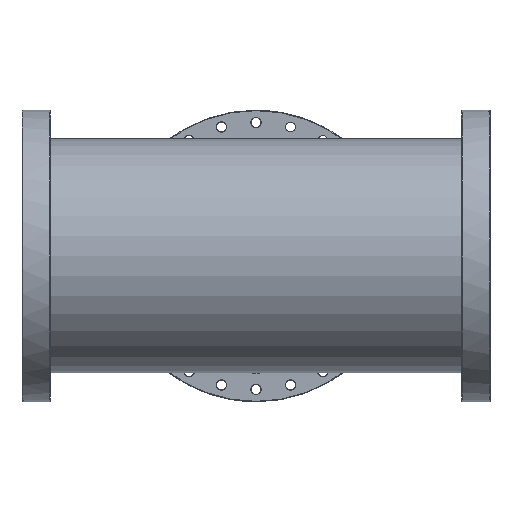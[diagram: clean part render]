
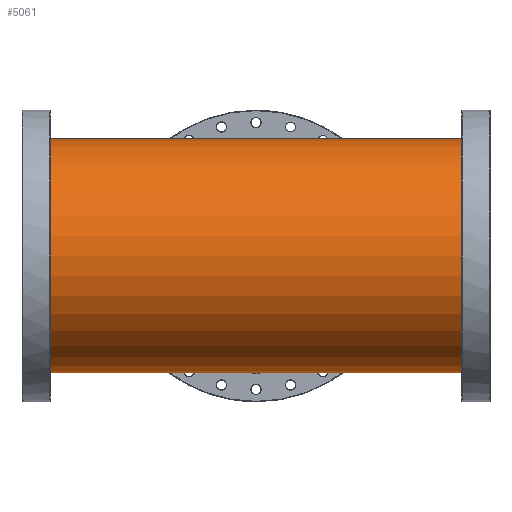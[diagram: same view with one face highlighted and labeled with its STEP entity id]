
A CAD part, front view. The second image highlights one B-rep face of the part: STEP entity #5061.
In plain terms, the highlighted cylindrical face has radius 101.6 mm (diameter 203.2 mm), a partial arc.
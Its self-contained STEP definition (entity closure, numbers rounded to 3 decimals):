
#77 = CARTESIAN_POINT ( 'NONE',  ( 190.5, 0., 0. ) ) ;
#265 = LINE ( 'NONE', #302, #4329 ) ;
#302 = CARTESIAN_POINT ( 'NONE',  ( 190.5, 0., 101.6 ) ) ;
#368 = ORIENTED_EDGE ( 'NONE', *, *, #4808, .T. ) ;
#424 = CIRCLE ( 'NONE', #2764, 101.6 ) ;
#439 = LINE ( 'NONE', #4043, #4629 ) ;
#469 = DIRECTION ( 'NONE',  ( 0., 0., 1. ) ) ;
#473 = CARTESIAN_POINT ( 'NONE',  ( 190.5, 0., -101.6 ) ) ;
#529 = VERTEX_POINT ( 'NONE', #3897 ) ;
#757 = DIRECTION ( 'NONE',  ( 1., 0., 0. ) ) ;
#807 = DIRECTION ( 'NONE',  ( 1., 0., 0. ) ) ;
#873 = DIRECTION ( 'NONE',  ( -1., 0., 0. ) ) ;
#979 = CARTESIAN_POINT ( 'NONE',  ( 0., 0., 101.6 ) ) ;
#1036 = ORIENTED_EDGE ( 'NONE', *, *, #4906, .F. ) ;
#1097 = CARTESIAN_POINT ( 'NONE',  ( 0., 0., -101.6 ) ) ;
#1098 = CIRCLE ( 'NONE', #4344, 101.6 ) ;
#1237 = ORIENTED_EDGE ( 'NONE', *, *, #3083, .F. ) ;
#1251 = LINE ( 'NONE', #473, #4254 ) ;
#1332 = ORIENTED_EDGE ( 'NONE', *, *, #3895, .T. ) ;
#1404 = CYLINDRICAL_SURFACE ( 'NONE', #3699, 101.6 ) ;
#1592 = CARTESIAN_POINT ( 'NONE',  ( -190.5, 0., 101.6 ) ) ;
#1655 = FACE_OUTER_BOUND ( 'NONE', #4271, .T. ) ;
#1759 = VERTEX_POINT ( 'NONE', #979 ) ;
#1969 = VECTOR ( 'NONE', #3975, 1000. ) ;
#2320 = CARTESIAN_POINT ( 'NONE',  ( -190.5, 0., -101.6 ) ) ;
#2345 = VERTEX_POINT ( 'NONE', #2320 ) ;
#2418 = ORIENTED_EDGE ( 'NONE', *, *, #3990, .F. ) ;
#2636 = CARTESIAN_POINT ( 'NONE',  ( 190.5, 0., -101.6 ) ) ;
#2764 = AXIS2_PLACEMENT_3D ( 'NONE', #3107, #757, #3508 ) ;
#2890 = EDGE_CURVE ( 'NONE', #1759, #4909, #265, .T. ) ;
#2894 = LINE ( 'NONE', #3184, #1969 ) ;
#3083 = EDGE_CURVE ( 'NONE', #3672, #2345, #1251, .T. ) ;
#3107 = CARTESIAN_POINT ( 'NONE',  ( -190.5, 0., 0. ) ) ;
#3155 = CARTESIAN_POINT ( 'NONE',  ( 190.5, 0., 0. ) ) ;
#3184 = CARTESIAN_POINT ( 'NONE',  ( 190.5, 0., 101.6 ) ) ;
#3192 = DIRECTION ( 'NONE',  ( -1., 0., 0. ) ) ;
#3258 = DIRECTION ( 'NONE',  ( -1., 0., 0. ) ) ;
#3508 = DIRECTION ( 'NONE',  ( 0., 0., -1. ) ) ;
#3552 = DIRECTION ( 'NONE',  ( 0., 0., -1. ) ) ;
#3624 = ORIENTED_EDGE ( 'NONE', *, *, #2890, .T. ) ;
#3672 = VERTEX_POINT ( 'NONE', #1097 ) ;
#3699 = AXIS2_PLACEMENT_3D ( 'NONE', #77, #873, #469 ) ;
#3830 = DIRECTION ( 'NONE',  ( -1., 0., 0. ) ) ;
#3895 = EDGE_CURVE ( 'NONE', #529, #1759, #2894, .T. ) ;
#3897 = CARTESIAN_POINT ( 'NONE',  ( 190.5, 0., 101.6 ) ) ;
#3975 = DIRECTION ( 'NONE',  ( -1., 0., 0. ) ) ;
#3990 = EDGE_CURVE ( 'NONE', #4706, #3672, #439, .T. ) ;
#4043 = CARTESIAN_POINT ( 'NONE',  ( 190.5, 0., -101.6 ) ) ;
#4254 = VECTOR ( 'NONE', #3192, 1000. ) ;
#4271 = EDGE_LOOP ( 'NONE', ( #2418, #1036, #1332, #3624, #368, #1237 ) ) ;
#4329 = VECTOR ( 'NONE', #3830, 1000. ) ;
#4344 = AXIS2_PLACEMENT_3D ( 'NONE', #3155, #807, #3552 ) ;
#4629 = VECTOR ( 'NONE', #3258, 1000. ) ;
#4706 = VERTEX_POINT ( 'NONE', #2636 ) ;
#4808 = EDGE_CURVE ( 'NONE', #4909, #2345, #424, .T. ) ;
#4906 = EDGE_CURVE ( 'NONE', #529, #4706, #1098, .T. ) ;
#4909 = VERTEX_POINT ( 'NONE', #1592 ) ;
#5061 = ADVANCED_FACE ( 'NONE', ( #1655 ), #1404, .T. ) ;
